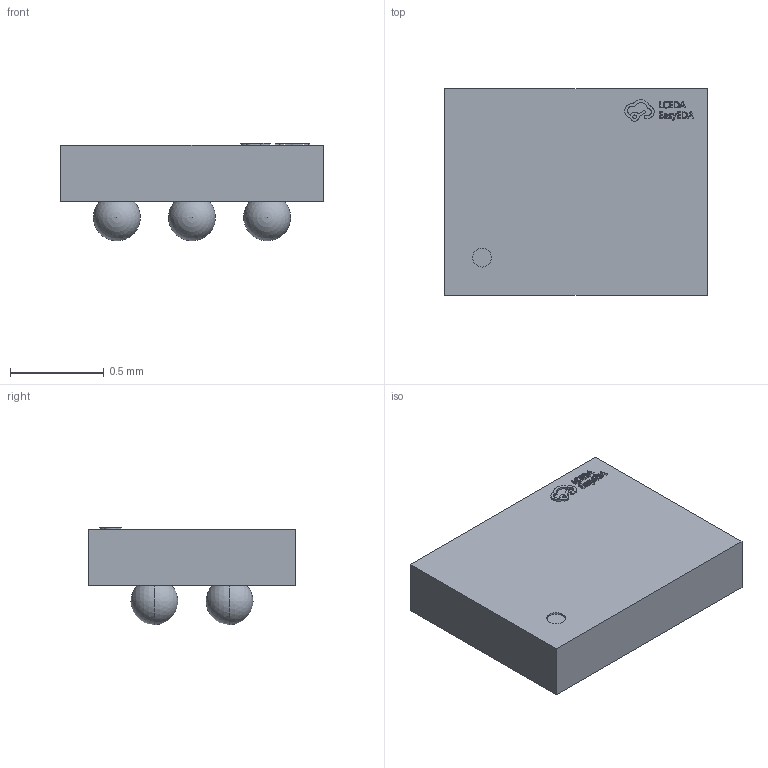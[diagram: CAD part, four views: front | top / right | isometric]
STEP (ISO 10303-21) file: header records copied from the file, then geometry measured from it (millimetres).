
FILE_DESCRIPTION (( 'STEP AP214' ), '1' );
FILE_NAME ('DSBGA-6_L1.4-W1.1-R3-C2-P0.40-BL.STEP', '2022-09-24T02:07:32', ( '' ), ( '' ), 'SwSTEP 2.0', 'SolidWorks 2017', '' );
FILE_SCHEMA (( 'AUTOMOTIVE_DESIGN' ));
Length unit declared in the file: millimetre
Products named in the file (1): DSBGA-6_L1.4-W1.1-R3-C2-P0.40-BL
Bounding box: 1.4 x 1.1 x 0.52 mm (x, y, z)
Volume: 0.5 mm3; surface area: 5.4 mm2
Topology: 1 solids, 1 shells, 245 faces, 687 edges, 458 vertices
Faces by surface type: plane 133, bspline 98, sphere 12, cylinder 2
Entity records: 8474 total; most frequent: CARTESIAN_POINT 2653, ORIENTED_EDGE 1314, DIRECTION 781, EDGE_CURVE 657, VERTEX_POINT 440, LINE 429, VECTOR 429, EDGE_LOOP 271
